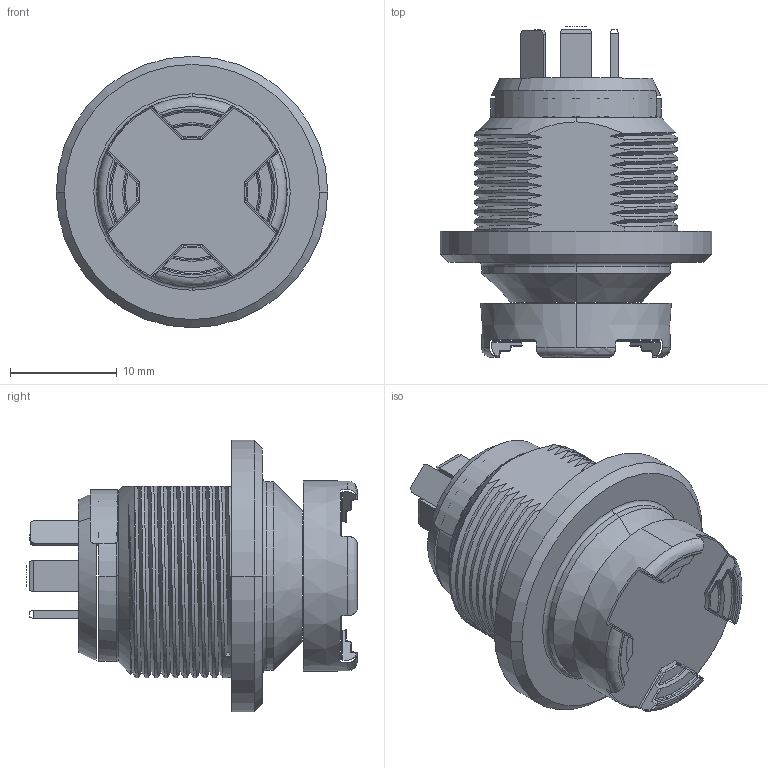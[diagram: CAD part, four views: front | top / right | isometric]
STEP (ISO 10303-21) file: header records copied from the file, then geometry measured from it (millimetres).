
FILE_DESCRIPTION((''),'2;1');
FILE_NAME('04J-AS-T01_SW0001','2013-01-03T',('Administrator'),(''),'PRO/ENGINEER BY PARAMETRIC TECHNOLOGY CORPORATION, 2006200','PRO/ENGINEER BY PARAMETRIC TECHNOLOGY CORPORATION, 2006200','');
FILE_SCHEMA(('CONFIG_CONTROL_DESIGN'));
Length unit declared in the file: inch
Products named in the file (1): 04J-AS-T01_SW0001
Bounding box: 25.4 x 30.92 x 25.4 mm (x, y, z)
Surface area: 3968.5 mm2 (no closed solid volume)
Topology: 0 solids, 36 shells, 159 faces, 622 edges, 482 vertices
Faces by surface type: plane 78, bspline 26, torus 24, cylinder 19, cone 12
Entity records: 16296 total; most frequent: CARTESIAN_POINT 10210, ORIENTED_EDGE 859, DIRECTION 827, EDGE_CURVE 622, VERTEX_POINT 482, VECTOR 277, LINE 277, AXIS2_PLACEMENT_3D 275
